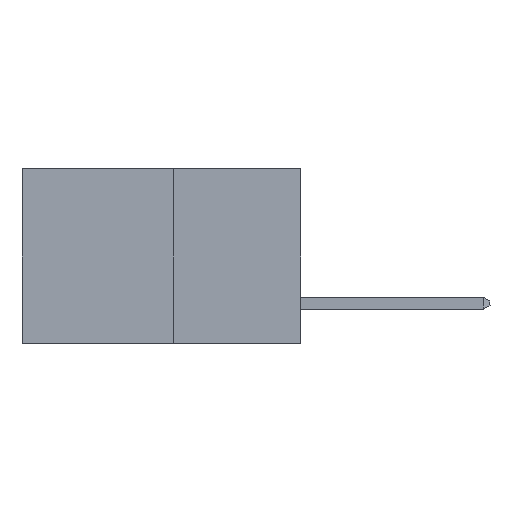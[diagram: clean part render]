
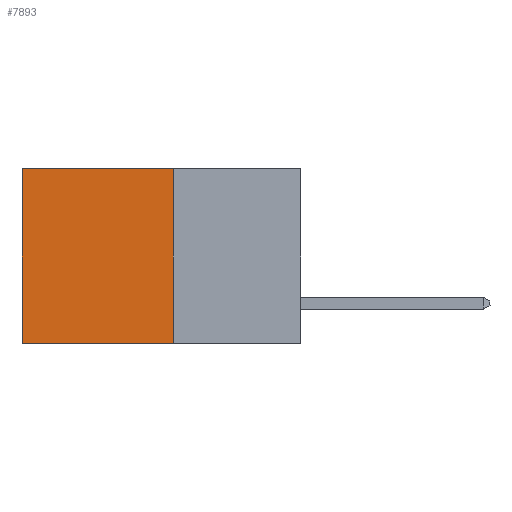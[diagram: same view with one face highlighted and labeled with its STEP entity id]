
A CAD part, left-side view. The second image highlights one B-rep face of the part: STEP entity #7893.
In plain terms, the highlighted planar face has unit normal (-1, 0, 0).
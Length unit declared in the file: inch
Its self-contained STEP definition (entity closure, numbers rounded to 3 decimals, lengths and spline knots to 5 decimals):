
#202 = DIRECTION ( 'NONE',  ( 0., 1., 0. ) ) ;
#289 = ORIENTED_EDGE ( 'NONE', *, *, #6742, .T. ) ;
#824 = VECTOR ( 'NONE', #6524, 39.37008 ) ;
#1081 = CARTESIAN_POINT ( 'NONE',  ( 0.277, 0.59, 0. ) ) ;
#1128 = VECTOR ( 'NONE', #2942, 39.37008 ) ;
#1478 = VECTOR ( 'NONE', #5546, 39.37008 ) ;
#1645 = CARTESIAN_POINT ( 'NONE',  ( 0.277, 0.27, -0.37 ) ) ;
#2264 = AXIS2_PLACEMENT_3D ( 'NONE', #11177, #5322, #12142 ) ;
#2288 = PLANE ( 'NONE',  #2264 ) ;
#2942 = DIRECTION ( 'NONE',  ( 0., 1., 0. ) ) ;
#3073 = VERTEX_POINT ( 'NONE', #10749 ) ;
#3198 = CARTESIAN_POINT ( 'NONE',  ( 0.277, 0.27, 0. ) ) ;
#3799 = LINE ( 'NONE', #3965, #1128 ) ;
#3965 = CARTESIAN_POINT ( 'NONE',  ( 0.277, 0.27, -0.37 ) ) ;
#4133 = LINE ( 'NONE', #10411, #1478 ) ;
#4573 = VERTEX_POINT ( 'NONE', #4981 ) ;
#4974 = ORIENTED_EDGE ( 'NONE', *, *, #6808, .F. ) ;
#4981 = CARTESIAN_POINT ( 'NONE',  ( 0.277, 0.59, -0.37 ) ) ;
#5309 = VERTEX_POINT ( 'NONE', #3198 ) ;
#5322 = DIRECTION ( 'NONE',  ( 1., 0., 0. ) ) ;
#5546 = DIRECTION ( 'NONE',  ( 0., 0., -1. ) ) ;
#5886 = VERTEX_POINT ( 'NONE', #1081 ) ;
#6524 = DIRECTION ( 'NONE',  ( 0., 0., -1. ) ) ;
#6742 = EDGE_CURVE ( 'NONE', #5886, #4573, #4133, .T. ) ;
#6808 = EDGE_CURVE ( 'NONE', #5309, #3073, #8704, .T. ) ;
#7150 = CARTESIAN_POINT ( 'NONE',  ( 0.277, 0.27, 0. ) ) ;
#7353 = ORIENTED_EDGE ( 'NONE', *, *, #7620, .F. ) ;
#7620 = EDGE_CURVE ( 'NONE', #3073, #4573, #3799, .T. ) ;
#7843 = EDGE_LOOP ( 'NONE', ( #289, #7353, #4974, #10426 ) ) ;
#7893 = ADVANCED_FACE ( 'NONE', ( #10817 ), #2288, .F. ) ;
#8704 = LINE ( 'NONE', #1645, #824 ) ;
#9017 = EDGE_CURVE ( 'NONE', #5309, #5886, #12106, .T. ) ;
#9839 = VECTOR ( 'NONE', #202, 39.37008 ) ;
#10411 = CARTESIAN_POINT ( 'NONE',  ( 0.277, 0.59, -0.37 ) ) ;
#10426 = ORIENTED_EDGE ( 'NONE', *, *, #9017, .T. ) ;
#10749 = CARTESIAN_POINT ( 'NONE',  ( 0.277, 0.27, -0.37 ) ) ;
#10817 = FACE_OUTER_BOUND ( 'NONE', #7843, .T. ) ;
#11177 = CARTESIAN_POINT ( 'NONE',  ( 0.277, 0.27, -0.37 ) ) ;
#12106 = LINE ( 'NONE', #7150, #9839 ) ;
#12142 = DIRECTION ( 'NONE',  ( 0., 0., -1. ) ) ;
